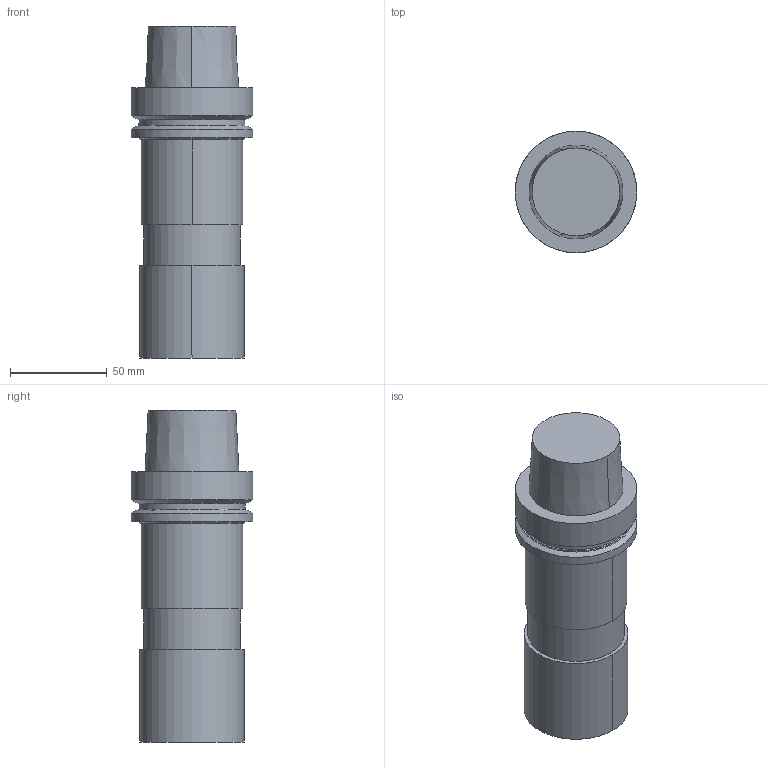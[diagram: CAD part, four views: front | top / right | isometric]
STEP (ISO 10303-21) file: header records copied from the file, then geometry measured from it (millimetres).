
FILE_DESCRIPTION(/* description */ (''),/* implementation_level */ '2;1');
FILE_NAME(/* name */ 'HSK.63A-QTCC.M5.M22.stp',/* time_stamp */ '2024-07-21T13:17:52+02:00',/* author */ (''),/* organization */ (''),/* preprocessor_version */ 'ST-DEVELOPER v16.7',/* originating_system */ 'SIEMENS PLM Software NX 12.0',/* authorisation */ '');
FILE_SCHEMA (('AUTOMOTIVE_DESIGN { 1 0 10303 214 3 1 1 1 }'));
Length unit declared in the file: millimetre
Products named in the file (1): pf6612088076yovo
Bounding box: 63 x 63 x 172 mm (x, y, z)
Volume: 382894.1 mm3; surface area: 36239.7 mm2
Topology: 1 solids, 1 shells, 24 faces, 52 edges, 36 vertices
Faces by surface type: plane 8, cylinder 8, cone 4, torus 4
Full cylindrical faces by diameter (mm): 50 x1, 55 x1, 63 x2
Entity records: 708 total; most frequent: DIRECTION 133, CARTESIAN_POINT 109, ORIENTED_EDGE 90, AXIS2_PLACEMENT_3D 60, EDGE_CURVE 45, EDGE_LOOP 37, VERTEX_POINT 36, CIRCLE 32
